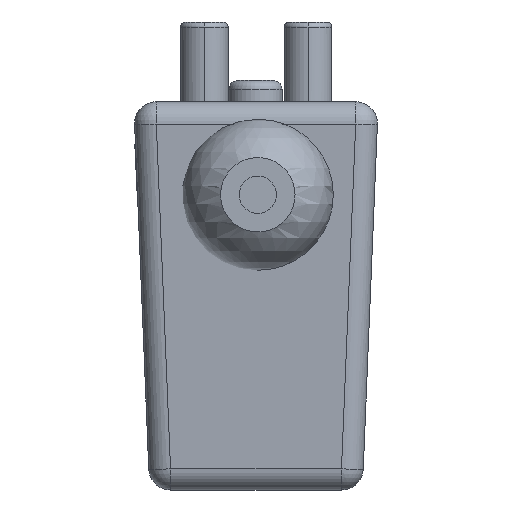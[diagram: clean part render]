
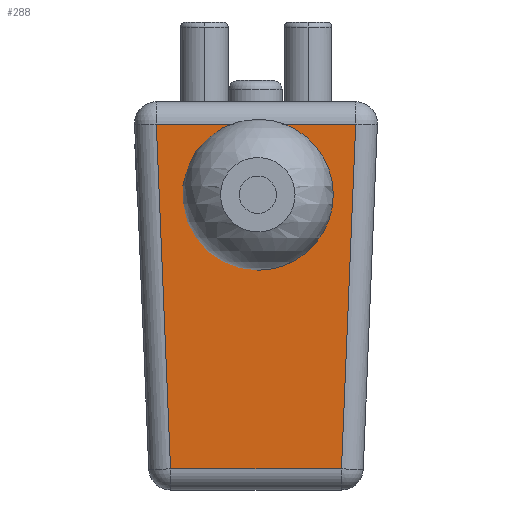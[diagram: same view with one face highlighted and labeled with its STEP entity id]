
A CAD part, left-side view. The second image highlights one B-rep face of the part: STEP entity #288.
In plain terms, the highlighted planar face has unit normal (-1, 0, -0.027).
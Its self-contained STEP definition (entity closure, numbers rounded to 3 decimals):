
#249=CARTESIAN_POINT('',(5.182,0.,0.142));
#250=DIRECTION('',(1.,0.,0.027));
#251=DIRECTION('',(0.027,0.,-1.));
#252=AXIS2_PLACEMENT_3D('',#249,#250,#251);
#253=PLANE('',#252);
#254=CARTESIAN_POINT('',(5.131,6.392,1.988));
#255=VERTEX_POINT('',#254);
#256=CARTESIAN_POINT('',(4.243,5.06,34.4));
#257=VERTEX_POINT('',#256);
#258=CARTESIAN_POINT('',(5.131,6.392,1.988));
#259=DIRECTION('',(-0.027,-0.041,0.999));
#260=VECTOR('',#259,32.451);
#261=LINE('',#258,#260);
#262=EDGE_CURVE('',#255,#257,#261,.T.);
#263=ORIENTED_EDGE('',*,*,#262,.T.);
#264=CARTESIAN_POINT('',(4.243,23.8,34.4));
#265=VERTEX_POINT('',#264);
#266=CARTESIAN_POINT('',(4.243,5.06,34.4));
#267=DIRECTION('',(-0.,1.,-0.));
#268=VECTOR('',#267,18.74);
#269=LINE('',#266,#268);
#270=EDGE_CURVE('',#257,#265,#269,.T.);
#271=ORIENTED_EDGE('',*,*,#270,.T.);
#272=CARTESIAN_POINT('',(5.131,22.468,1.988));
#273=VERTEX_POINT('',#272);
#274=CARTESIAN_POINT('',(4.243,23.8,34.4));
#275=DIRECTION('',(0.027,-0.041,-0.999));
#276=VECTOR('',#275,32.451);
#277=LINE('',#274,#276);
#278=EDGE_CURVE('',#265,#273,#277,.T.);
#279=ORIENTED_EDGE('',*,*,#278,.T.);
#280=CARTESIAN_POINT('',(5.131,22.468,1.988));
#281=DIRECTION('',(0.,-1.,0.));
#282=VECTOR('',#281,16.076);
#283=LINE('',#280,#282);
#284=EDGE_CURVE('',#273,#255,#283,.T.);
#285=ORIENTED_EDGE('',*,*,#284,.T.);
#286=EDGE_LOOP('',(#263,#271,#279,#285));
#287=FACE_BOUND('',#286,.T.);
#288=ADVANCED_FACE('',(#287),#253,.F.);
